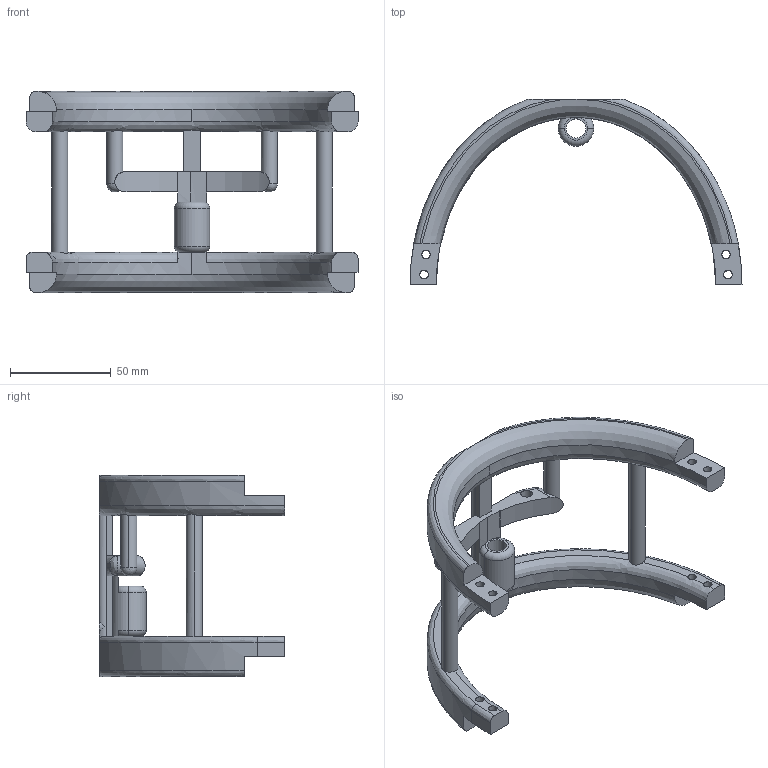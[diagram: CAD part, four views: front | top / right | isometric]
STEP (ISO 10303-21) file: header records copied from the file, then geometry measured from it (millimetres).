
FILE_DESCRIPTION (( 'STEP AP203' ), '1' );
FILE_NAME ('cage_top_flat.STEP', '2024-02-23T16:17:00', ( 'Neurobiology' ), ( '' ), 'SwSTEP 2.0', 'SolidWorks 2021', '' );
FILE_SCHEMA (( 'CONFIG_CONTROL_DESIGN' ));
Length unit declared in the file: millimetre
Products named in the file (1): cage_top_flat
Bounding box: 165 x 92.2 x 100 mm (x, y, z)
Volume: 128127.4 mm3; surface area: 41029.3 mm2
Topology: 1 solids, 1 shells, 135 faces, 453 edges, 297 vertices
Faces by surface type: plane 46, cylinder 44, bspline 36, torus 6, sphere 3
Entity records: 9201 total; most frequent: CARTESIAN_POINT 5632, ORIENTED_EDGE 890, DIRECTION 557, EDGE_CURVE 445, VERTEX_POINT 293, AXIS2_PLACEMENT_3D 212, B_SPLINE_CURVE_WITH_KNOTS 177, EDGE_LOOP 150
